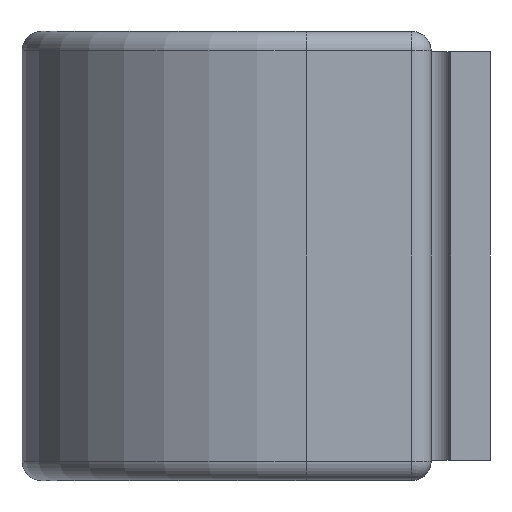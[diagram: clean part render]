
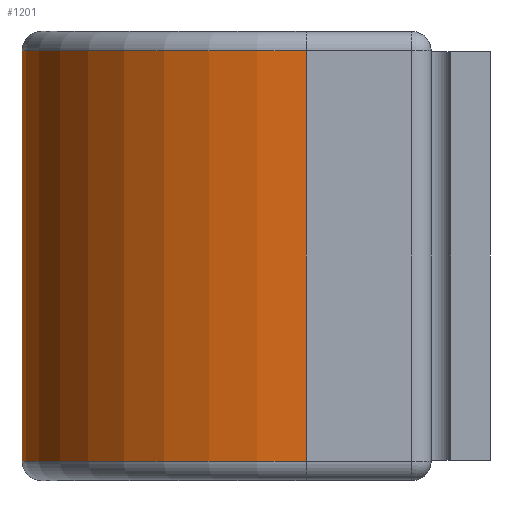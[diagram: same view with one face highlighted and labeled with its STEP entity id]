
A CAD part, left-side view. The second image highlights one B-rep face of the part: STEP entity #1201.
In plain terms, the highlighted cylindrical face has radius 11.049 mm (diameter 22.098 mm), a partial arc.
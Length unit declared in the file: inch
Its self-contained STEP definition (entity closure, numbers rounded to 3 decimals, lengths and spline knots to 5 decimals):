
#78 = DIRECTION ( 'NONE',  ( 1., 0., 0. ) ) ;
#103 = CIRCLE ( 'NONE', #393, 0.435 ) ;
#152 = ORIENTED_EDGE ( 'NONE', *, *, #1387, .T. ) ;
#258 = VERTEX_POINT ( 'NONE', #1094 ) ;
#288 = VECTOR ( 'NONE', #1895, 39.37008 ) ;
#290 = ORIENTED_EDGE ( 'NONE', *, *, #1005, .T. ) ;
#393 = AXIS2_PLACEMENT_3D ( 'NONE', #1913, #1001, #78 ) ;
#515 = DIRECTION ( 'NONE',  ( 0., 0., 1. ) ) ;
#521 = EDGE_CURVE ( 'NONE', #1403, #1395, #1924, .T. ) ;
#595 = ORIENTED_EDGE ( 'NONE', *, *, #681, .F. ) ;
#671 = DIRECTION ( 'NONE',  ( 1., 0., 0. ) ) ;
#681 = EDGE_CURVE ( 'NONE', #1395, #258, #775, .T. ) ;
#722 = VECTOR ( 'NONE', #1401, 39.37008 ) ;
#775 = CIRCLE ( 'NONE', #1106, 0.435 ) ;
#850 = CARTESIAN_POINT ( 'NONE',  ( 1.124, 0.28125, 0.31375 ) ) ;
#996 = DIRECTION ( 'NONE',  ( 1., 0., 0. ) ) ;
#1001 = DIRECTION ( 'NONE',  ( 0., 0., 1. ) ) ;
#1005 = EDGE_CURVE ( 'NONE', #1360, #258, #1499, .T. ) ;
#1092 = CARTESIAN_POINT ( 'NONE',  ( 1.559, 0.28125, -0.31375 ) ) ;
#1094 = CARTESIAN_POINT ( 'NONE',  ( 0.689, 0.28125, 0.31375 ) ) ;
#1106 = AXIS2_PLACEMENT_3D ( 'NONE', #850, #1911, #996 ) ;
#1113 = CYLINDRICAL_SURFACE ( 'NONE', #1280, 0.435 ) ;
#1143 = CARTESIAN_POINT ( 'NONE',  ( 0.689, 0.28125, -0.31375 ) ) ;
#1156 = CARTESIAN_POINT ( 'NONE',  ( 1.559, 0.28125, -0.31375 ) ) ;
#1201 = ADVANCED_FACE ( 'NONE', ( #1308 ), #1113, .T. ) ;
#1280 = AXIS2_PLACEMENT_3D ( 'NONE', #1727, #515, #671 ) ;
#1308 = FACE_OUTER_BOUND ( 'NONE', #1974, .T. ) ;
#1360 = VERTEX_POINT ( 'NONE', #1143 ) ;
#1387 = EDGE_CURVE ( 'NONE', #1403, #1360, #103, .T. ) ;
#1395 = VERTEX_POINT ( 'NONE', #1607 ) ;
#1401 = DIRECTION ( 'NONE',  ( 0., 0., 1. ) ) ;
#1403 = VERTEX_POINT ( 'NONE', #1156 ) ;
#1499 = LINE ( 'NONE', #1595, #288 ) ;
#1518 = ORIENTED_EDGE ( 'NONE', *, *, #521, .F. ) ;
#1595 = CARTESIAN_POINT ( 'NONE',  ( 0.689, 0.28125, -0.31375 ) ) ;
#1607 = CARTESIAN_POINT ( 'NONE',  ( 1.559, 0.28125, 0.31375 ) ) ;
#1727 = CARTESIAN_POINT ( 'NONE',  ( 1.124, 0.28125, 0.3125 ) ) ;
#1895 = DIRECTION ( 'NONE',  ( 0., 0., 1. ) ) ;
#1911 = DIRECTION ( 'NONE',  ( 0., 0., 1. ) ) ;
#1913 = CARTESIAN_POINT ( 'NONE',  ( 1.124, 0.28125, -0.31375 ) ) ;
#1924 = LINE ( 'NONE', #1092, #722 ) ;
#1974 = EDGE_LOOP ( 'NONE', ( #1518, #152, #290, #595 ) ) ;
